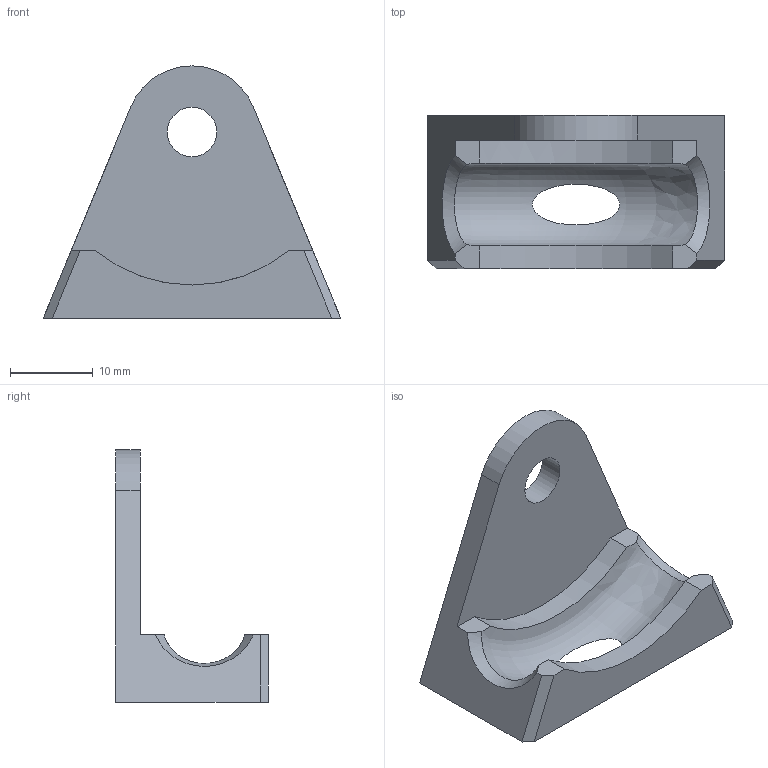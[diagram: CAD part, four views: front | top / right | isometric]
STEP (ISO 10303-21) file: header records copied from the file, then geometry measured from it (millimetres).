
FILE_DESCRIPTION(('FreeCAD Model'),'2;1');
FILE_NAME('Open CASCADE Shape Model','2025-11-20T21:01:08',(''),(''), 'Open CASCADE STEP processor 7.6','FreeCAD','Unknown');
FILE_SCHEMA(('AUTOMOTIVE_DESIGN { 1 0 10303 214 1 1 1 1 }'));
Length unit declared in the file: millimetre
Products named in the file (1): Base
Bounding box: 35.96 x 18.5 x 30.5 mm (x, y, z)
Volume: 3972.9 mm3; surface area: 3069.1 mm2
Topology: 1 solids, 1 shells, 19 faces, 52 edges, 35 vertices
Faces by surface type: plane 12, cylinder 4, bspline 2, revolution 1
Full cylindrical faces by diameter (mm): 6 x1
Entity records: 2282 total; most frequent: CARTESIAN_POINT 1271, DIRECTION 160, LINE 105, VECTOR 105, ORIENTED_EDGE 104, PCURVE 104, DEFINITIONAL_REPRESENTATION 104, EDGE_CURVE 52
